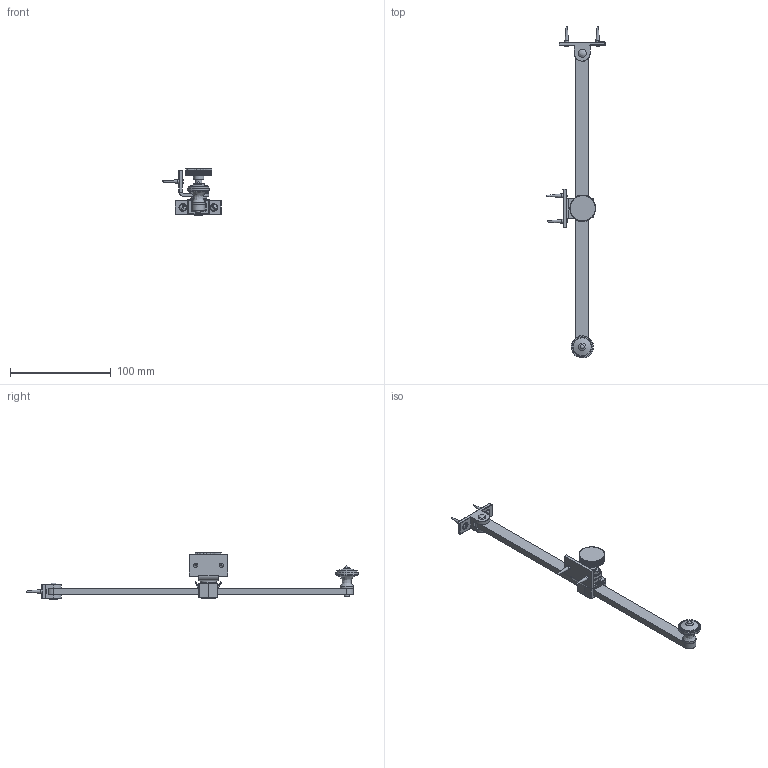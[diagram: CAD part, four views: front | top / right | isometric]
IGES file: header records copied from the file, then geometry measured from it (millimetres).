
Global section: file name: P4536-B; native system: Autodesk Inventor 2018; preprocessor: unknown; author: mblakey; date: 20180911.124911; units: millimetre
Bounding box: 57.79 x 329.49 x 45.95 mm (x, y, z)
Volume: 47062.5 mm3; surface area: 28344.8 mm2
Topology: 14 solids, 14 shells, 823 faces, 2299 edges, 1498 vertices
Faces by surface type: bspline 823
